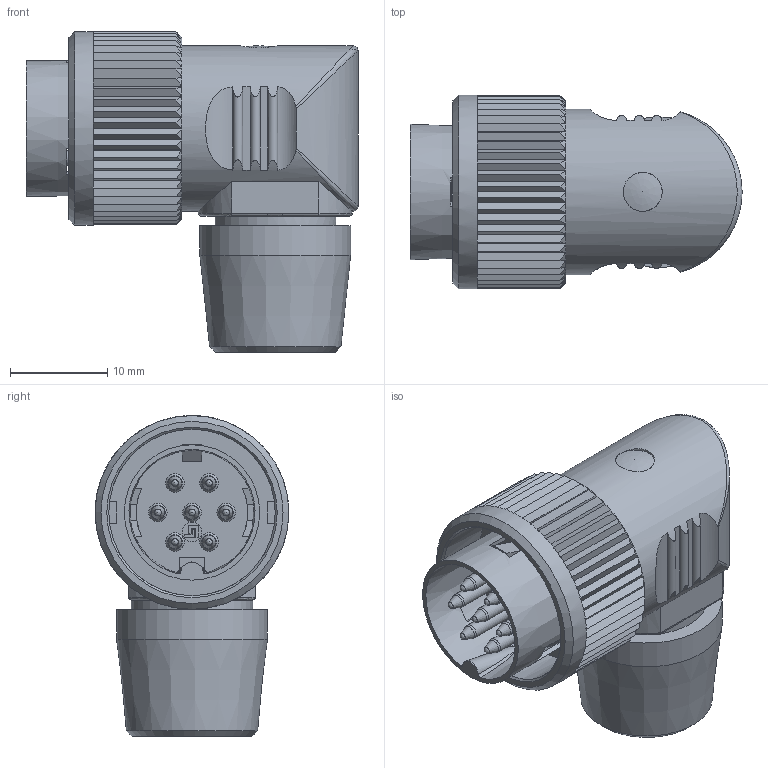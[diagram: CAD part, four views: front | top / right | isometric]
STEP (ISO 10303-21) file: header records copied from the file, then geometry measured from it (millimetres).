
FILE_DESCRIPTION(/* description */ (''),/* implementation_level */ '2;1');
FILE_NAME(/* name */ '99-0621-72-07_001_00.stp',/* time_stamp */ '2014-09-01T15:21:29+02:00',/* author */ (''),/* organization */ (''),/* preprocessor_version */ 'ST-DEVELOPER v14',/* originating_system */ 'SIEMENS PLM Software NX 8.0',/* authorisation */ '');
FILE_SCHEMA (('AUTOMOTIVE_DESIGN { 1 0 10303 214 3 1 1 1 }'));
Length unit declared in the file: millimetre
Products named in the file (1): sach120075BC7kf6
Bounding box: 34.1 x 19.9 x 32.95 mm (x, y, z)
Volume: 8923.6 mm3; surface area: 5016.2 mm2
Topology: 1 solids, 1 shells, 458 faces, 1267 edges, 827 vertices
Faces by surface type: plane 278, cone 98, cylinder 43, bspline 31, torus 5, sphere 3
Full cylindrical faces by diameter (mm): 1.49 x7, 2 x1, 4 x1, 9 x1, 12.5 x1, 15.5 x1, 16.9 x1, 17 x1, 17.1 x1, 19.9 x1
Entity records: 15570 total; most frequent: CARTESIAN_POINT 4502, ORIENTED_EDGE 2380, DIRECTION 2110, EDGE_CURVE 1190, VERTEX_POINT 806, AXIS2_PLACEMENT_3D 719, LINE 672, VECTOR 672
